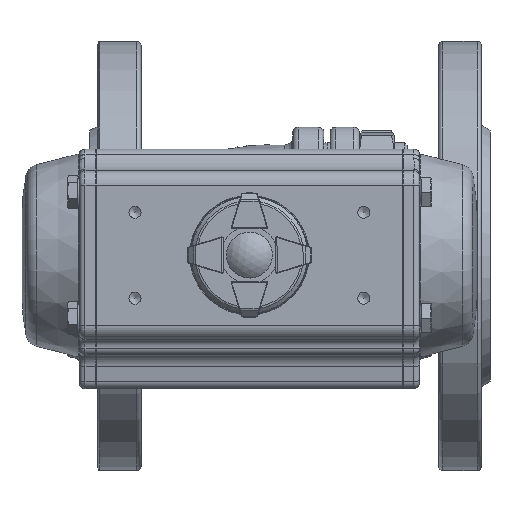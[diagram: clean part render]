
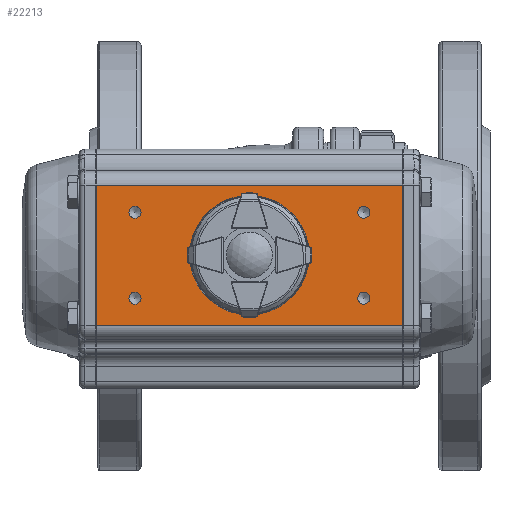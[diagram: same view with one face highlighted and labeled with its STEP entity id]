
A CAD part, top view. The second image highlights one B-rep face of the part: STEP entity #22213.
In plain terms, the highlighted face is planar.
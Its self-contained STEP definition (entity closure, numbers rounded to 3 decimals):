
#1003=PLANE('',#24482);
#1751=CIRCLE('',#24341,2.1);
#1753=CIRCLE('',#24345,2.1);
#1755=CIRCLE('',#24349,2.1);
#1757=CIRCLE('',#24353,2.1);
#1759=CIRCLE('',#24356,12.45);
#3084=LINE('',#58225,#4422);
#3110=LINE('',#58350,#4448);
#3126=LINE('',#58415,#4464);
#3127=LINE('',#58417,#4465);
#4422=VECTOR('',#28849,1000.);
#4448=VECTOR('',#28949,1000.);
#4464=VECTOR('',#29007,1000.);
#4465=VECTOR('',#29010,1000.);
#9243=ORIENTED_EDGE('',*,*,#13472,.F.);
#9244=ORIENTED_EDGE('',*,*,#13567,.F.);
#9245=ORIENTED_EDGE('',*,*,#13534,.T.);
#9246=ORIENTED_EDGE('',*,*,#13568,.T.);
#9247=ORIENTED_EDGE('',*,*,#13429,.T.);
#9248=ORIENTED_EDGE('',*,*,#13427,.F.);
#9249=ORIENTED_EDGE('',*,*,#13425,.F.);
#9250=ORIENTED_EDGE('',*,*,#13423,.F.);
#9251=ORIENTED_EDGE('',*,*,#13421,.F.);
#13421=EDGE_CURVE('',#16051,#16051,#1751,.T.);
#13423=EDGE_CURVE('',#16054,#16054,#1753,.T.);
#13425=EDGE_CURVE('',#16057,#16057,#1755,.T.);
#13427=EDGE_CURVE('',#16060,#16060,#1757,.T.);
#13429=EDGE_CURVE('',#16062,#16062,#1759,.T.);
#13472=EDGE_CURVE('',#16094,#16095,#3084,.T.);
#13534=EDGE_CURVE('',#16157,#16156,#3110,.T.);
#13567=EDGE_CURVE('',#16157,#16094,#3126,.T.);
#13568=EDGE_CURVE('',#16156,#16095,#3127,.T.);
#16051=VERTEX_POINT('',#58112);
#16054=VERTEX_POINT('',#58119);
#16057=VERTEX_POINT('',#58126);
#16060=VERTEX_POINT('',#58133);
#16062=VERTEX_POINT('',#58138);
#16094=VERTEX_POINT('',#58224);
#16095=VERTEX_POINT('',#58226);
#16156=VERTEX_POINT('',#58349);
#16157=VERTEX_POINT('',#58351);
#18635=EDGE_LOOP('',(#9243,#9244,#9245,#9246));
#18636=EDGE_LOOP('',(#9247));
#18637=EDGE_LOOP('',(#9248));
#18638=EDGE_LOOP('',(#9249));
#18639=EDGE_LOOP('',(#9250));
#18640=EDGE_LOOP('',(#9251));
#20397=FACE_BOUND('',#18635,.T.);
#20398=FACE_BOUND('',#18636,.T.);
#20399=FACE_BOUND('',#18637,.T.);
#20400=FACE_BOUND('',#18638,.T.);
#20401=FACE_BOUND('',#18639,.T.);
#20402=FACE_BOUND('',#18640,.T.);
#22213=ADVANCED_FACE('',(#20397,#20398,#20399,#20400,#20401,#20402),#1003,
 .T.);
#24341=AXIS2_PLACEMENT_3D('',#58111,#28734,#28735);
#24345=AXIS2_PLACEMENT_3D('',#58118,#28742,#28743);
#24349=AXIS2_PLACEMENT_3D('',#58125,#28750,#28751);
#24353=AXIS2_PLACEMENT_3D('',#58132,#28758,#28759);
#24356=AXIS2_PLACEMENT_3D('',#58137,#28764,#28765);
#24482=AXIS2_PLACEMENT_3D('',#58553,#29151,#29152);
#28734=DIRECTION('',(0.,1.,0.));
#28735=DIRECTION('',(0.,0.,1.));
#28742=DIRECTION('',(0.,1.,0.));
#28743=DIRECTION('',(0.,0.,1.));
#28750=DIRECTION('',(0.,1.,0.));
#28751=DIRECTION('',(0.,0.,1.));
#28758=DIRECTION('',(0.,1.,0.));
#28759=DIRECTION('',(0.,0.,1.));
#28764=DIRECTION('',(0.,-1.,0.));
#28765=DIRECTION('',(0.,0.,1.));
#28849=DIRECTION('',(1.,0.,0.));
#28949=DIRECTION('',(1.,0.,0.));
#29007=DIRECTION('',(0.,0.,-1.));
#29010=DIRECTION('',(0.,0.,-1.));
#29151=DIRECTION('',(0.,1.,0.));
#29152=DIRECTION('',(1.,0.,0.));
#58111=CARTESIAN_POINT('',(-15.,42.35,40.));
#58112=CARTESIAN_POINT('',(-15.,42.35,42.1));
#58118=CARTESIAN_POINT('',(15.,42.35,40.));
#58119=CARTESIAN_POINT('',(15.,42.35,42.1));
#58125=CARTESIAN_POINT('',(15.,42.35,-40.));
#58126=CARTESIAN_POINT('',(15.,42.35,-37.9));
#58132=CARTESIAN_POINT('',(-15.,42.35,-40.));
#58133=CARTESIAN_POINT('',(-15.,42.35,-37.9));
#58137=CARTESIAN_POINT('',(0.,42.35,0.));
#58138=CARTESIAN_POINT('',(0.,42.35,12.45));
#58224=CARTESIAN_POINT('',(-24.5,42.35,-53.5));
#58225=CARTESIAN_POINT('',(-24.5,42.35,-53.5));
#58226=CARTESIAN_POINT('',(24.5,42.35,-53.5));
#58349=CARTESIAN_POINT('',(24.5,42.35,53.5));
#58350=CARTESIAN_POINT('',(-24.5,42.35,53.5));
#58351=CARTESIAN_POINT('',(-24.5,42.35,53.5));
#58415=CARTESIAN_POINT('',(-24.5,42.35,53.5));
#58417=CARTESIAN_POINT('',(24.5,42.35,53.5));
#58553=CARTESIAN_POINT('',(-24.5,42.35,53.5));
